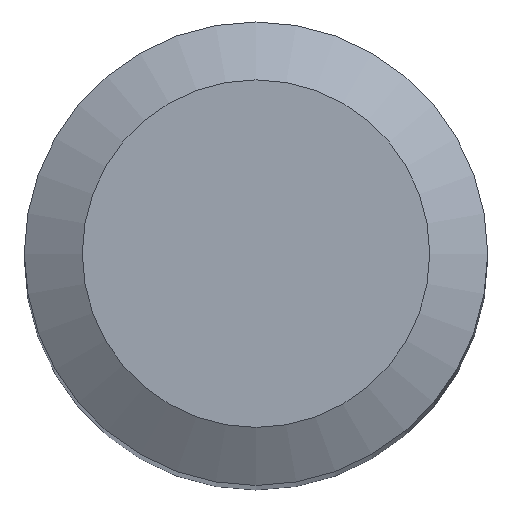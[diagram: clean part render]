
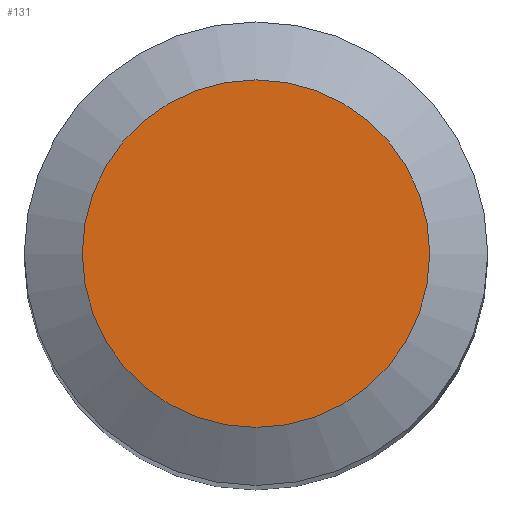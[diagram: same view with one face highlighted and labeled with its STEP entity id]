
A CAD part, top view. The second image highlights one B-rep face of the part: STEP entity #131.
In plain terms, the highlighted planar face has unit normal (0, 0, 1).
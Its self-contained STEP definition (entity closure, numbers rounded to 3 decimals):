
#86=CIRCLE('',#791,2.998);
#131=ADVANCED_FACE('',(#180),#153,.T.);
#153=PLANE('',#792);
#180=FACE_OUTER_BOUND('',#215,.T.);
#215=EDGE_LOOP('',(#450));
#450=ORIENTED_EDGE('',*,*,#676,.T.);
#585=VERTEX_POINT('',#1401);
#676=EDGE_CURVE('',#585,#585,#86,.T.);
#791=AXIS2_PLACEMENT_3D('',#1400,#894,#895);
#792=AXIS2_PLACEMENT_3D('',#1402,#896,#897);
#894=DIRECTION('',(0.,0.,1.));
#895=DIRECTION('',(1.,0.,0.));
#896=DIRECTION('',(0.,0.,1.));
#897=DIRECTION('',(-1.,0.,0.));
#1400=CARTESIAN_POINT('',(0.,0.,0.));
#1401=CARTESIAN_POINT('',(2.998,0.,0.));
#1402=CARTESIAN_POINT('',(0.,2.5,0.));
